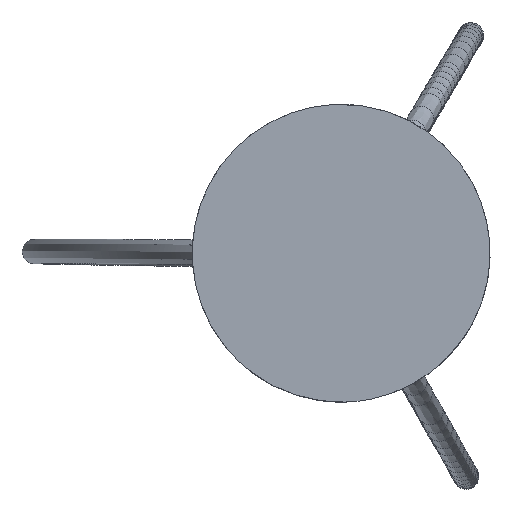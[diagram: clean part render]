
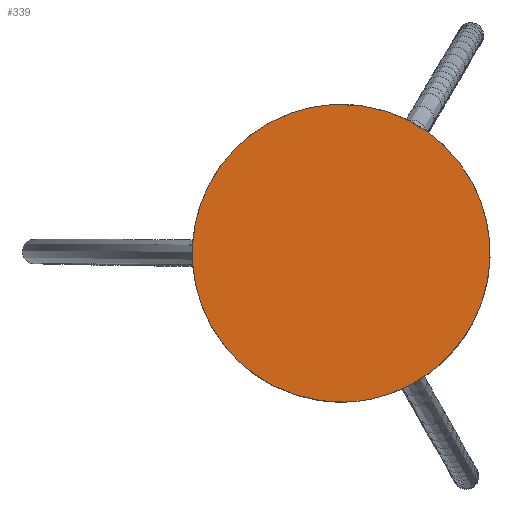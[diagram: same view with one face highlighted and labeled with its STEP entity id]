
A CAD part, top view. The second image highlights one B-rep face of the part: STEP entity #339.
In plain terms, the highlighted planar face has unit normal (0, 0, 1).
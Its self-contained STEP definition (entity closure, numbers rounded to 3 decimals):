
#339=ADVANCED_FACE($,(#8369),#81782,.T.);
#8369=FACE_OUTER_BOUND($,#16399,.T.);
#16399=EDGE_LOOP($,(#24451,#24452));
#24451=ORIENTED_EDGE($,*,*,#57121,.F.);
#24452=ORIENTED_EDGE($,*,*,#57117,.F.);
#57117=EDGE_CURVE($,#73452,#73454,#96576,.T.);
#57121=EDGE_CURVE($,#73454,#73452,#96578,.T.);
#73452=VERTEX_POINT($,#112593);
#73454=VERTEX_POINT($,#112595);
#81782=PLANE($,#105993);
#96576=(
BOUNDED_CURVE()
B_SPLINE_CURVE(2,(#112547,#112548,#112549,#112550,#112551),.UNSPECIFIED.,
.F.,.F.)
B_SPLINE_CURVE_WITH_KNOTS((3,2,3),(0.,185.236,370.472),
.UNSPECIFIED.)
CURVE()
GEOMETRIC_REPRESENTATION_ITEM()
RATIONAL_B_SPLINE_CURVE((1.,0.707,1.,0.707,1.))
REPRESENTATION_ITEM($)
);
#96578=(
BOUNDED_CURVE()
B_SPLINE_CURVE(2,(#112561,#112562,#112563,#112564,#112565),.UNSPECIFIED.,
.F.,.F.)
B_SPLINE_CURVE_WITH_KNOTS((3,2,3),(370.472,555.707,740.943),
.UNSPECIFIED.)
CURVE()
GEOMETRIC_REPRESENTATION_ITEM()
RATIONAL_B_SPLINE_CURVE((1.,0.707,1.,0.707,1.))
REPRESENTATION_ITEM($)
);
#105993=AXIS2_PLACEMENT_3D($,#112581,#109270,$);
#109270=DIRECTION($,(0.,0.,1.));
#112547=CARTESIAN_POINT($,(2.77,-117.892,43.));
#112548=CARTESIAN_POINT($,(-115.122,-120.662,43.));
#112549=CARTESIAN_POINT($,(-117.892,-2.77,43.));
#112550=CARTESIAN_POINT($,(-120.662,115.122,43.));
#112551=CARTESIAN_POINT($,(-2.77,117.892,43.));
#112561=CARTESIAN_POINT($,(-2.77,117.892,43.));
#112562=CARTESIAN_POINT($,(115.122,120.662,43.));
#112563=CARTESIAN_POINT($,(117.892,2.77,43.));
#112564=CARTESIAN_POINT($,(120.662,-115.122,43.));
#112565=CARTESIAN_POINT($,(2.77,-117.892,43.));
#112581=CARTESIAN_POINT($,(-120.662,115.122,43.));
#112593=CARTESIAN_POINT($,(2.77,-117.892,43.));
#112595=CARTESIAN_POINT($,(-2.77,117.892,43.));
